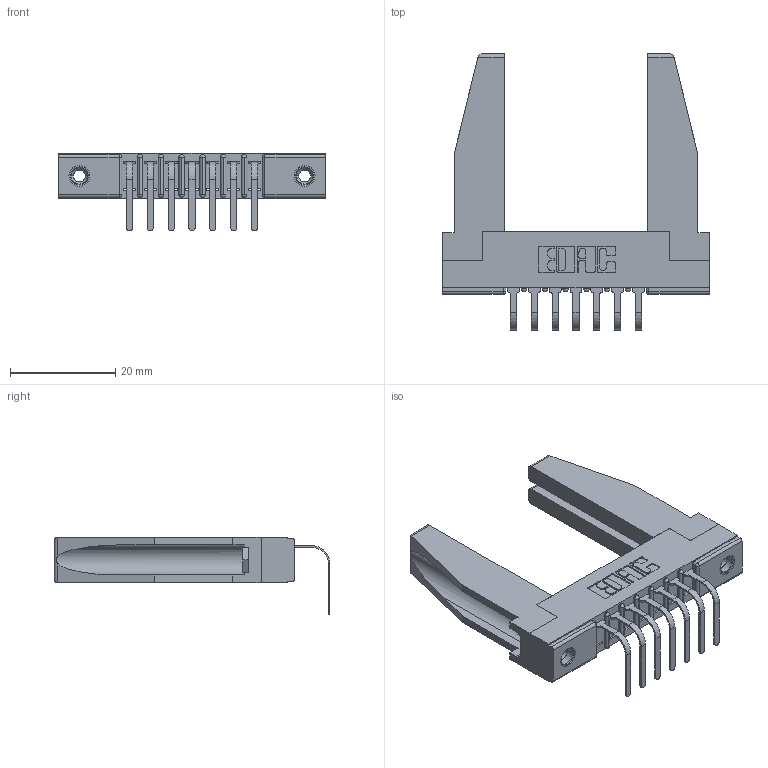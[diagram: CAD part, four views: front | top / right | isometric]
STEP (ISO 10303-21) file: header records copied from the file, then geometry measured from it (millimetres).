
FILE_DESCRIPTION (( 'STEP AP203' ), '1' );
FILE_NAME ('357-007-458-178.STEP', '2022-07-19T00:18:16', ( '' ), ( '' ), 'SwSTEP 2.0', 'SolidWorks 2020', '' );
FILE_SCHEMA (( 'CONFIG_CONTROL_DESIGN' ));
Length unit declared in the file: inch
Products named in the file (5): 345-250-001_345-250-001-102; 307-220-078; 307 Part_.156 Dia Mounting Holes; 357-007-458-178; 307-290-001_558 - 2 (Single)
Assembly tree (12 placements, depth 2):
  357-007-458-178
    307 Part_.156 Dia Mounting Holes
    307-290-001_558 - 2 (Single)  x7
    307-220-078  x2
    345-250-001_345-250-001-102  x2
Bounding box: 50.75 x 52.49 x 14.81 mm (x, y, z)
Volume: 7263.6 mm3; surface area: 8509.6 mm2
Topology: 12 solids, 12 shells, 676 faces, 1871 edges, 1206 vertices
Faces by surface type: plane 427, cylinder 217, sphere 16, cone 12, torus 4
Entity records: 12859 total; most frequent: CARTESIAN_POINT 2154, ORIENTED_EDGE 2096, DIRECTION 2072, EDGE_CURVE 1048, VECTOR 792, LINE 792, VERTEX_POINT 680, AXIS2_PLACEMENT_3D 640
